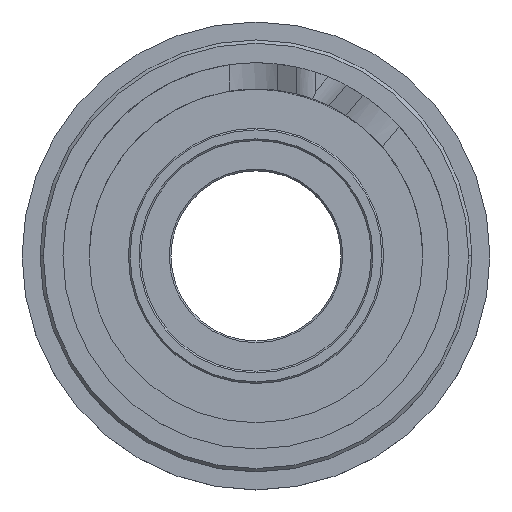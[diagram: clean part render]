
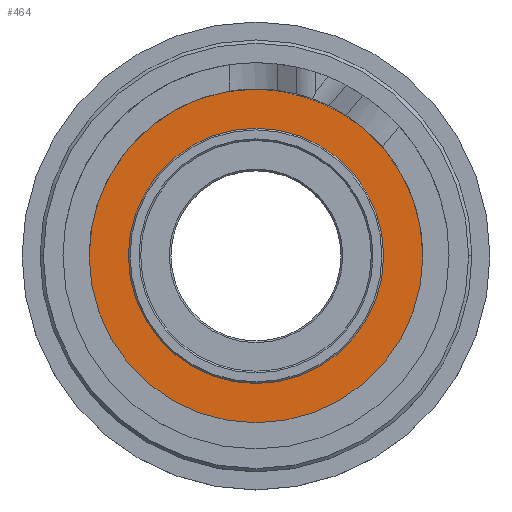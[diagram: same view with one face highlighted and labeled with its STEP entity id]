
A CAD part, top view. The second image highlights one B-rep face of the part: STEP entity #464.
In plain terms, the highlighted planar face has unit normal (0, 0, 1).
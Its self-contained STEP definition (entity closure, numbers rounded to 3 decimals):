
#99 = DIRECTION ( 'NONE',  ( 1., 0., 0. ) ) ;
#136 = DIRECTION ( 'NONE',  ( 1., 0., 0. ) ) ;
#167 = DIRECTION ( 'NONE',  ( 0., 0., 1. ) ) ;
#273 = AXIS2_PLACEMENT_3D ( 'NONE', #1208, #167, #99 ) ;
#300 = DIRECTION ( 'NONE',  ( 0., 0., 1. ) ) ;
#372 = CARTESIAN_POINT ( 'NONE',  ( 51., 0., 24. ) ) ;
#464 = ADVANCED_FACE ( 'NONE', ( #6738, #6019 ), #4994, .T. ) ;
#501 = ORIENTED_EDGE ( 'NONE', *, *, #4098, .F. ) ;
#1009 = CARTESIAN_POINT ( 'NONE',  ( -51., 0., 24. ) ) ;
#1076 = DIRECTION ( 'NONE',  ( 0., 0., 1. ) ) ;
#1106 = CARTESIAN_POINT ( 'NONE',  ( 0., 0., 24. ) ) ;
#1132 = VERTEX_POINT ( 'NONE', #1286 ) ;
#1162 = CIRCLE ( 'NONE', #1396, 51. ) ;
#1208 = CARTESIAN_POINT ( 'NONE',  ( 0., 0., 24. ) ) ;
#1211 = DIRECTION ( 'NONE',  ( 0., 0., -1. ) ) ;
#1286 = CARTESIAN_POINT ( 'NONE',  ( -39., 0., 24. ) ) ;
#1371 = CIRCLE ( 'NONE', #4554, 39. ) ;
#1396 = AXIS2_PLACEMENT_3D ( 'NONE', #5955, #5437, #2681 ) ;
#1465 = EDGE_LOOP ( 'NONE', ( #501, #3199 ) ) ;
#1571 = EDGE_CURVE ( 'NONE', #5521, #5754, #6953, .T. ) ;
#1913 = CARTESIAN_POINT ( 'NONE',  ( 39., 0., 24. ) ) ;
#2681 = DIRECTION ( 'NONE',  ( 1., 0., 0. ) ) ;
#3099 = EDGE_CURVE ( 'NONE', #6545, #1132, #1371, .T. ) ;
#3122 = DIRECTION ( 'NONE',  ( 1., 0., 0. ) ) ;
#3170 = ORIENTED_EDGE ( 'NONE', *, *, #3099, .F. ) ;
#3199 = ORIENTED_EDGE ( 'NONE', *, *, #1571, .F. ) ;
#3665 = EDGE_CURVE ( 'NONE', #1132, #6545, #5385, .T. ) ;
#3998 = ORIENTED_EDGE ( 'NONE', *, *, #3665, .F. ) ;
#4098 = EDGE_CURVE ( 'NONE', #5754, #5521, #1162, .T. ) ;
#4128 = CARTESIAN_POINT ( 'NONE',  ( 0., 0., 24. ) ) ;
#4490 = EDGE_LOOP ( 'NONE', ( #3998, #3170 ) ) ;
#4554 = AXIS2_PLACEMENT_3D ( 'NONE', #4128, #300, #3122 ) ;
#4788 = AXIS2_PLACEMENT_3D ( 'NONE', #1106, #1211, #136 ) ;
#4902 = DIRECTION ( 'NONE',  ( 1., 0., 0. ) ) ;
#4994 = PLANE ( 'NONE',  #273 ) ;
#5385 = CIRCLE ( 'NONE', #5606, 39. ) ;
#5437 = DIRECTION ( 'NONE',  ( 0., 0., -1. ) ) ;
#5521 = VERTEX_POINT ( 'NONE', #372 ) ;
#5606 = AXIS2_PLACEMENT_3D ( 'NONE', #5964, #1076, #4902 ) ;
#5754 = VERTEX_POINT ( 'NONE', #1009 ) ;
#5955 = CARTESIAN_POINT ( 'NONE',  ( 0., 0., 24. ) ) ;
#5964 = CARTESIAN_POINT ( 'NONE',  ( 0., 0., 24. ) ) ;
#6019 = FACE_OUTER_BOUND ( 'NONE', #1465, .T. ) ;
#6545 = VERTEX_POINT ( 'NONE', #1913 ) ;
#6738 = FACE_BOUND ( 'NONE', #4490, .T. ) ;
#6953 = CIRCLE ( 'NONE', #4788, 51. ) ;
